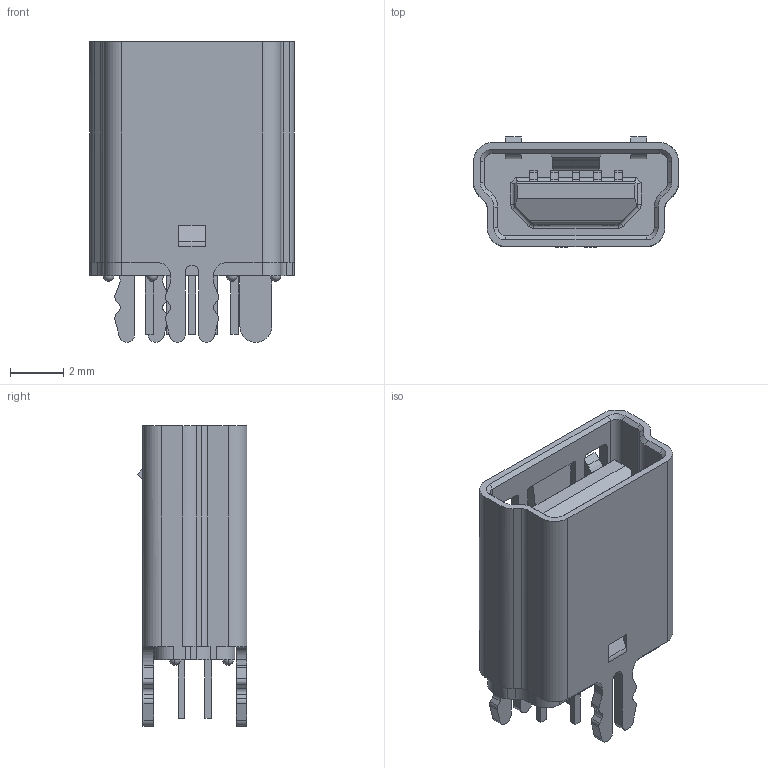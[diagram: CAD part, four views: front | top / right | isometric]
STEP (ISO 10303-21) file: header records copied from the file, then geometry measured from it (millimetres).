
FILE_DESCRIPTION((''),'2;1');
FILE_NAME('C-2041517-1','2013-01-10T',('workeradm'),('Tyco Electronics Ltd.'),'PRO/ENGINEER BY PARAMETRIC TECHNOLOGY CORPORATION, 2010430','PRO/ENGINEER BY PARAMETRIC TECHNOLOGY CORPORATION, 2010430','');
FILE_SCHEMA(('AUTOMOTIVE_DESIGN { 1 0 10303 214 1 1 1 1 }'));
Length unit declared in the file: millimetre
Products named in the file (1): C-2041517-1
Bounding box: 7.7 x 4.12 x 11.3 mm (x, y, z)
Volume: 165.6 mm3; surface area: 452.4 mm2
Topology: 1 solids, 1 shells, 313 faces, 853 edges, 552 vertices
Faces by surface type: plane 185, cylinder 106, cone 10, sphere 8, torus 4
Entity records: 10276 total; most frequent: CARTESIAN_POINT 1982, ORIENTED_EDGE 1690, DIRECTION 1663, EDGE_CURVE 845, VECTOR 581, LINE 581, VERTEX_POINT 552, AXIS2_PLACEMENT_3D 541
